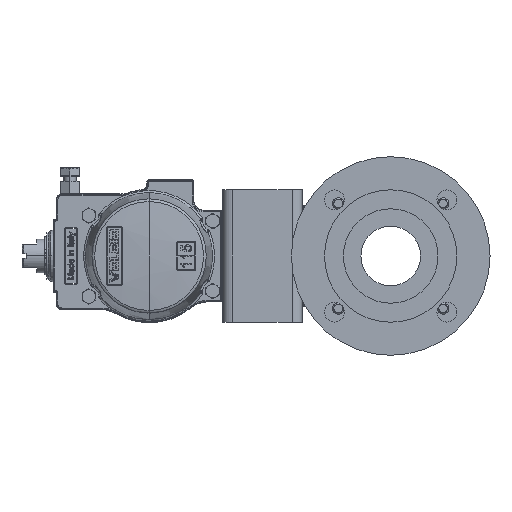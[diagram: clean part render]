
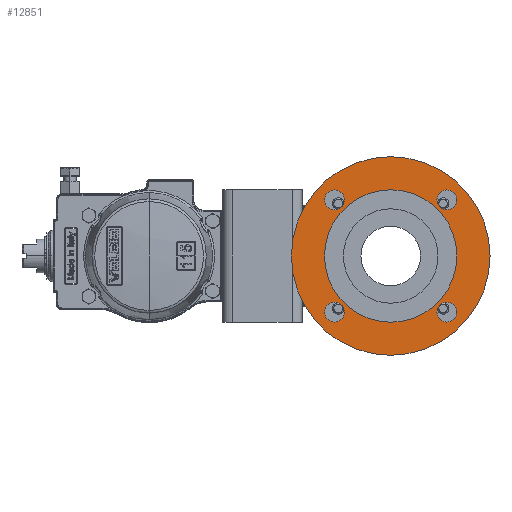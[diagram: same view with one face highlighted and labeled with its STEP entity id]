
A CAD part, left-side view. The second image highlights one B-rep face of the part: STEP entity #12851.
In plain terms, the highlighted planar face has unit normal (-1, 0, 0).
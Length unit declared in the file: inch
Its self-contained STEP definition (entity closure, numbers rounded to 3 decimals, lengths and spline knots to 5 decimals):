
#444 = EDGE_LOOP ( 'NONE', ( #52655, #6648 ) ) ;
#759 = VERTEX_POINT ( 'NONE', #48353 ) ;
#1693 = DIRECTION ( 'NONE',  ( -1., 0., 0. ) ) ;
#2501 = EDGE_CURVE ( 'NONE', #60085, #12738, #20406, .T. ) ;
#2587 = EDGE_CURVE ( 'NONE', #60837, #53111, #3113, .T. ) ;
#3113 = CIRCLE ( 'NONE', #11688, 0.375 ) ;
#4857 = ORIENTED_EDGE ( 'NONE', *, *, #31281, .F. ) ;
#5323 = CIRCLE ( 'NONE', #25018, 2.5 ) ;
#5596 = VERTEX_POINT ( 'NONE', #8764 ) ;
#6533 = CARTESIAN_POINT ( 'NONE',  ( -3.9375, 2.12132, -1.74632 ) ) ;
#6648 = ORIENTED_EDGE ( 'NONE', *, *, #17236, .F. ) ;
#7262 = ORIENTED_EDGE ( 'NONE', *, *, #9356, .F. ) ;
#7755 = CARTESIAN_POINT ( 'NONE',  ( -3.9375, 2.12132, -2.12132 ) ) ;
#8304 = DIRECTION ( 'NONE',  ( -1., 0., 0. ) ) ;
#8679 = CIRCLE ( 'NONE', #18418, 3.75 ) ;
#8681 = ORIENTED_EDGE ( 'NONE', *, *, #54835, .F. ) ;
#8764 = CARTESIAN_POINT ( 'NONE',  ( -3.9375, 2.12132, 2.49632 ) ) ;
#8955 = FACE_BOUND ( 'NONE', #40203, .T. ) ;
#9280 = CIRCLE ( 'NONE', #36984, 3.75 ) ;
#9356 = EDGE_CURVE ( 'NONE', #12738, #60085, #20727, .T. ) ;
#10455 = FACE_BOUND ( 'NONE', #444, .T. ) ;
#11688 = AXIS2_PLACEMENT_3D ( 'NONE', #7755, #41110, #12603 ) ;
#11866 = EDGE_LOOP ( 'NONE', ( #19055, #4857 ) ) ;
#11972 = DIRECTION ( 'NONE',  ( -1., 0., 0. ) ) ;
#12603 = DIRECTION ( 'NONE',  ( 0., 0., 1. ) ) ;
#12738 = VERTEX_POINT ( 'NONE', #31088 ) ;
#12851 = ADVANCED_FACE ( 'NONE', ( #34378, #10455, #8955, #58190, #45482, #23198 ), #36869, .T. ) ;
#14157 = CARTESIAN_POINT ( 'NONE',  ( -3.9375, -2.12132, -1.74632 ) ) ;
#14595 = CIRCLE ( 'NONE', #37267, 0.375 ) ;
#15789 = DIRECTION ( 'NONE',  ( -1., 0., 0. ) ) ;
#16103 = CARTESIAN_POINT ( 'NONE',  ( -3.9375, 0., -2.5 ) ) ;
#16410 = DIRECTION ( 'NONE',  ( -1., 0., 0. ) ) ;
#16417 = DIRECTION ( 'NONE',  ( -1., 0., 0. ) ) ;
#16587 = AXIS2_PLACEMENT_3D ( 'NONE', #40468, #11972, #45257 ) ;
#17175 = CARTESIAN_POINT ( 'NONE',  ( -3.9375, -2.12132, 1.74632 ) ) ;
#17236 = EDGE_CURVE ( 'NONE', #40935, #5596, #52614, .T. ) ;
#17536 = VERTEX_POINT ( 'NONE', #29017 ) ;
#18418 = AXIS2_PLACEMENT_3D ( 'NONE', #49703, #21231, #54510 ) ;
#19055 = ORIENTED_EDGE ( 'NONE', *, *, #2587, .F. ) ;
#19312 = VERTEX_POINT ( 'NONE', #45760 ) ;
#19799 = EDGE_CURVE ( 'NONE', #759, #17536, #9280, .T. ) ;
#20406 = CIRCLE ( 'NONE', #47968, 0.375 ) ;
#20727 = CIRCLE ( 'NONE', #27049, 0.375 ) ;
#21231 = DIRECTION ( 'NONE',  ( -1., 0., 0. ) ) ;
#22223 = CARTESIAN_POINT ( 'NONE',  ( -3.9375, 0., 0. ) ) ;
#22713 = AXIS2_PLACEMENT_3D ( 'NONE', #44263, #15789, #49099 ) ;
#23162 = ORIENTED_EDGE ( 'NONE', *, *, #19799, .T. ) ;
#23198 = FACE_BOUND ( 'NONE', #53990, .T. ) ;
#23859 = EDGE_CURVE ( 'NONE', #44286, #19312, #55283, .T. ) ;
#24223 = DIRECTION ( 'NONE',  ( -1., 0., 0. ) ) ;
#24763 = DIRECTION ( 'NONE',  ( -1., 0., 0. ) ) ;
#25018 = AXIS2_PLACEMENT_3D ( 'NONE', #22223, #55480, #26984 ) ;
#25403 = ORIENTED_EDGE ( 'NONE', *, *, #50866, .T. ) ;
#26810 = DIRECTION ( 'NONE',  ( -1., 0., 0. ) ) ;
#26984 = DIRECTION ( 'NONE',  ( 0., 0., 1. ) ) ;
#27049 = AXIS2_PLACEMENT_3D ( 'NONE', #56302, #27787, #61095 ) ;
#27274 = EDGE_CURVE ( 'NONE', #29349, #60567, #37897, .T. ) ;
#27787 = DIRECTION ( 'NONE',  ( -1., 0., 0. ) ) ;
#29017 = CARTESIAN_POINT ( 'NONE',  ( -3.9375, 0., -3.75 ) ) ;
#29349 = VERTEX_POINT ( 'NONE', #14157 ) ;
#29955 = ORIENTED_EDGE ( 'NONE', *, *, #2501, .F. ) ;
#30282 = CARTESIAN_POINT ( 'NONE',  ( -3.9375, 0., 0. ) ) ;
#30581 = EDGE_CURVE ( 'NONE', #5596, #40935, #39224, .T. ) ;
#30998 = CIRCLE ( 'NONE', #33113, 0.375 ) ;
#31088 = CARTESIAN_POINT ( 'NONE',  ( -3.9375, -2.12132, 2.49632 ) ) ;
#31281 = EDGE_CURVE ( 'NONE', #53111, #60837, #30998, .T. ) ;
#31375 = AXIS2_PLACEMENT_3D ( 'NONE', #53208, #24763, #58034 ) ;
#33113 = AXIS2_PLACEMENT_3D ( 'NONE', #52690, #24223, #57488 ) ;
#34378 = FACE_BOUND ( 'NONE', #11866, .T. ) ;
#35091 = DIRECTION ( 'NONE',  ( 0., 0., 1. ) ) ;
#35443 = CARTESIAN_POINT ( 'NONE',  ( -3.9375, 2.12132, -2.49632 ) ) ;
#36869 = PLANE ( 'NONE',  #48265 ) ;
#36909 = ORIENTED_EDGE ( 'NONE', *, *, #27274, .F. ) ;
#36984 = AXIS2_PLACEMENT_3D ( 'NONE', #55316, #26810, #60090 ) ;
#37267 = AXIS2_PLACEMENT_3D ( 'NONE', #44896, #16417, #49715 ) ;
#37897 = CIRCLE ( 'NONE', #31375, 0.375 ) ;
#39224 = CIRCLE ( 'NONE', #22713, 0.375 ) ;
#40203 = EDGE_LOOP ( 'NONE', ( #7262, #29955 ) ) ;
#40468 = CARTESIAN_POINT ( 'NONE',  ( -3.9375, 2.12132, 2.12132 ) ) ;
#40922 = CARTESIAN_POINT ( 'NONE',  ( -3.9375, 2.12132, 1.74632 ) ) ;
#40935 = VERTEX_POINT ( 'NONE', #40922 ) ;
#41110 = DIRECTION ( 'NONE',  ( -1., 0., 0. ) ) ;
#41635 = DIRECTION ( 'NONE',  ( 0., 0., 1. ) ) ;
#42597 = CARTESIAN_POINT ( 'NONE',  ( -3.9375, -2.12132, -2.49632 ) ) ;
#44263 = CARTESIAN_POINT ( 'NONE',  ( -3.9375, 2.12132, 2.12132 ) ) ;
#44286 = VERTEX_POINT ( 'NONE', #16103 ) ;
#44886 = CARTESIAN_POINT ( 'NONE',  ( -3.9375, -2.12132, 2.12132 ) ) ;
#44896 = CARTESIAN_POINT ( 'NONE',  ( -3.9375, -2.12132, -2.12132 ) ) ;
#45126 = EDGE_CURVE ( 'NONE', #19312, #44286, #5323, .T. ) ;
#45257 = DIRECTION ( 'NONE',  ( 0., 0., 1. ) ) ;
#45482 = FACE_OUTER_BOUND ( 'NONE', #50487, .T. ) ;
#45760 = CARTESIAN_POINT ( 'NONE',  ( -3.9375, 0., 2.5 ) ) ;
#47968 = AXIS2_PLACEMENT_3D ( 'NONE', #44886, #16410, #49704 ) ;
#48265 = AXIS2_PLACEMENT_3D ( 'NONE', #51011, #8304, #41635 ) ;
#48353 = CARTESIAN_POINT ( 'NONE',  ( -3.9375, 0., 3.75 ) ) ;
#49099 = DIRECTION ( 'NONE',  ( 0., 0., 1. ) ) ;
#49703 = CARTESIAN_POINT ( 'NONE',  ( -3.9375, 0., 0. ) ) ;
#49704 = DIRECTION ( 'NONE',  ( 0., 0., 1. ) ) ;
#49715 = DIRECTION ( 'NONE',  ( 0., 0., 1. ) ) ;
#50487 = EDGE_LOOP ( 'NONE', ( #23162, #25403 ) ) ;
#50866 = EDGE_CURVE ( 'NONE', #17536, #759, #8679, .T. ) ;
#51011 = CARTESIAN_POINT ( 'NONE',  ( -3.9375, 3.75, 0. ) ) ;
#52614 = CIRCLE ( 'NONE', #16587, 0.375 ) ;
#52655 = ORIENTED_EDGE ( 'NONE', *, *, #30581, .F. ) ;
#52690 = CARTESIAN_POINT ( 'NONE',  ( -3.9375, 2.12132, -2.12132 ) ) ;
#53111 = VERTEX_POINT ( 'NONE', #35443 ) ;
#53208 = CARTESIAN_POINT ( 'NONE',  ( -3.9375, -2.12132, -2.12132 ) ) ;
#53990 = EDGE_LOOP ( 'NONE', ( #59041, #54860 ) ) ;
#54510 = DIRECTION ( 'NONE',  ( 0., 0., 1. ) ) ;
#54835 = EDGE_CURVE ( 'NONE', #60567, #29349, #14595, .T. ) ;
#54860 = ORIENTED_EDGE ( 'NONE', *, *, #23859, .F. ) ;
#55219 = EDGE_LOOP ( 'NONE', ( #36909, #8681 ) ) ;
#55283 = CIRCLE ( 'NONE', #60346, 2.5 ) ;
#55316 = CARTESIAN_POINT ( 'NONE',  ( -3.9375, 0., 0. ) ) ;
#55480 = DIRECTION ( 'NONE',  ( -1., 0., 0. ) ) ;
#56302 = CARTESIAN_POINT ( 'NONE',  ( -3.9375, -2.12132, 2.12132 ) ) ;
#57488 = DIRECTION ( 'NONE',  ( 0., 0., 1. ) ) ;
#58034 = DIRECTION ( 'NONE',  ( 0., 0., 1. ) ) ;
#58190 = FACE_BOUND ( 'NONE', #55219, .T. ) ;
#59041 = ORIENTED_EDGE ( 'NONE', *, *, #45126, .F. ) ;
#60085 = VERTEX_POINT ( 'NONE', #17175 ) ;
#60090 = DIRECTION ( 'NONE',  ( 0., 0., 1. ) ) ;
#60346 = AXIS2_PLACEMENT_3D ( 'NONE', #30282, #1693, #35091 ) ;
#60567 = VERTEX_POINT ( 'NONE', #42597 ) ;
#60837 = VERTEX_POINT ( 'NONE', #6533 ) ;
#61095 = DIRECTION ( 'NONE',  ( 0., 0., 1. ) ) ;
